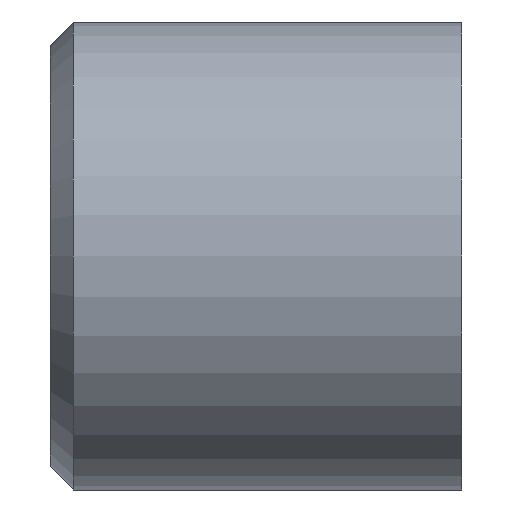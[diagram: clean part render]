
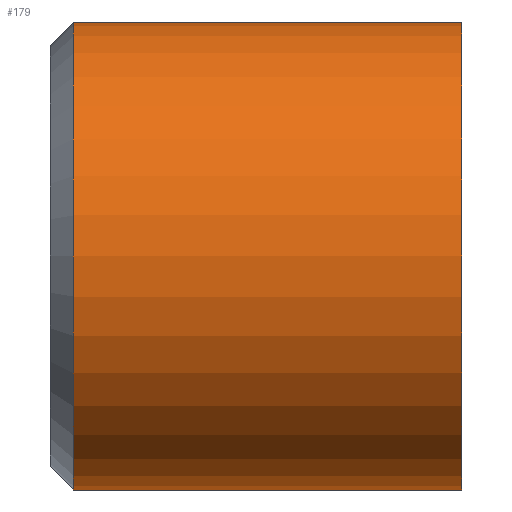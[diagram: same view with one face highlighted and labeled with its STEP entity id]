
A CAD part, front view. The second image highlights one B-rep face of the part: STEP entity #179.
In plain terms, the highlighted cylindrical face has radius 5 mm (diameter 10 mm), a full revolution.
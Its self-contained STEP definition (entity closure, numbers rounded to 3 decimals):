
#102=CARTESIAN_POINT('',(-33.55,13.08,-6.25));
#103=DIRECTION('',(1.,0.,-0.));
#104=DIRECTION('',(-0.,0.,-1.));
#105=AXIS2_PLACEMENT_3D('',#102,#103,#104);
#106=CYLINDRICAL_SURFACE('',#105,5.);
#107=CARTESIAN_POINT('',(-21.55,13.08,-11.25));
#108=VERTEX_POINT('',#107);
#109=CARTESIAN_POINT('',(-29.85,13.08,-11.25));
#110=VERTEX_POINT('',#109);
#111=CARTESIAN_POINT('',(-21.55,13.08,-11.25));
#112=DIRECTION('',(-1.,-0.,0.));
#113=VECTOR('',#112,8.3);
#114=LINE('',#111,#113);
#115=EDGE_CURVE('',#108,#110,#114,.T.);
#116=ORIENTED_EDGE('',*,*,#115,.T.);
#117=CARTESIAN_POINT('',(-29.85,13.08,-6.25));
#118=DIRECTION('',(1.,0.,-0.));
#119=DIRECTION('',(-0.,0.,-1.));
#120=AXIS2_PLACEMENT_3D('',#117,#118,#119);
#121=CIRCLE('',#120,5.);
#122=EDGE_CURVE('',#110,#110,#121,.T.);
#123=ORIENTED_EDGE('',*,*,#122,.T.);
#124=ORIENTED_EDGE('',*,*,#115,.F.);
#125=CARTESIAN_POINT('',(-21.55,13.08,-1.25));
#126=VERTEX_POINT('',#125);
#127=CARTESIAN_POINT('',(-21.55,13.08,-6.25));
#128=DIRECTION('',(-1.,0.,0.));
#129=DIRECTION('',(0.,0.,1.));
#130=AXIS2_PLACEMENT_3D('',#127,#128,#129);
#131=CIRCLE('',#130,5.);
#132=EDGE_CURVE('',#108,#126,#131,.T.);
#133=ORIENTED_EDGE('',*,*,#132,.T.);
#134=CARTESIAN_POINT('',(-21.55,13.08,-6.25));
#135=DIRECTION('',(-1.,0.,0.));
#136=DIRECTION('',(0.,0.,1.));
#137=AXIS2_PLACEMENT_3D('',#134,#135,#136);
#138=CIRCLE('',#137,5.);
#139=EDGE_CURVE('',#126,#108,#138,.T.);
#140=ORIENTED_EDGE('',*,*,#139,.T.);
#141=EDGE_LOOP('',(#116,#123,#124,#133,#140));
#142=FACE_BOUND('',#141,.T.);
#143=CARTESIAN_POINT('',(-21.75,17.85,-4.75));
#144=VERTEX_POINT('',#143);
#145=CARTESIAN_POINT('',(-23.25,17.85,-4.75));
#146=VERTEX_POINT('',#145);
#147=CARTESIAN_POINT('',(-21.75,17.85,-4.75));
#148=DIRECTION('',(-1.,-0.,0.));
#149=VECTOR('',#148,1.5);
#150=LINE('',#147,#149);
#151=EDGE_CURVE('',#144,#146,#150,.T.);
#152=ORIENTED_EDGE('',*,*,#151,.T.);
#153=CARTESIAN_POINT('',(-23.25,17.85,-7.75));
#154=VERTEX_POINT('',#153);
#155=CARTESIAN_POINT('',(-23.25,13.08,-6.25));
#156=DIRECTION('',(1.,0.,-0.));
#157=DIRECTION('',(-0.,0.,-1.));
#158=AXIS2_PLACEMENT_3D('',#155,#156,#157);
#159=CIRCLE('',#158,5.);
#160=EDGE_CURVE('',#154,#146,#159,.T.);
#161=ORIENTED_EDGE('',*,*,#160,.F.);
#162=CARTESIAN_POINT('',(-21.75,17.85,-7.75));
#163=VERTEX_POINT('',#162);
#164=CARTESIAN_POINT('',(-23.25,17.85,-7.75));
#165=DIRECTION('',(1.,0.,-0.));
#166=VECTOR('',#165,1.5);
#167=LINE('',#164,#166);
#168=EDGE_CURVE('',#154,#163,#167,.T.);
#169=ORIENTED_EDGE('',*,*,#168,.T.);
#170=CARTESIAN_POINT('',(-21.75,13.08,-6.25));
#171=DIRECTION('',(1.,0.,-0.));
#172=DIRECTION('',(-0.,0.,-1.));
#173=AXIS2_PLACEMENT_3D('',#170,#171,#172);
#174=CIRCLE('',#173,5.);
#175=EDGE_CURVE('',#163,#144,#174,.T.);
#176=ORIENTED_EDGE('',*,*,#175,.T.);
#177=EDGE_LOOP('',(#152,#161,#169,#176));
#178=FACE_BOUND('',#177,.T.);
#179=ADVANCED_FACE('',(#142,#178),#106,.T.);
